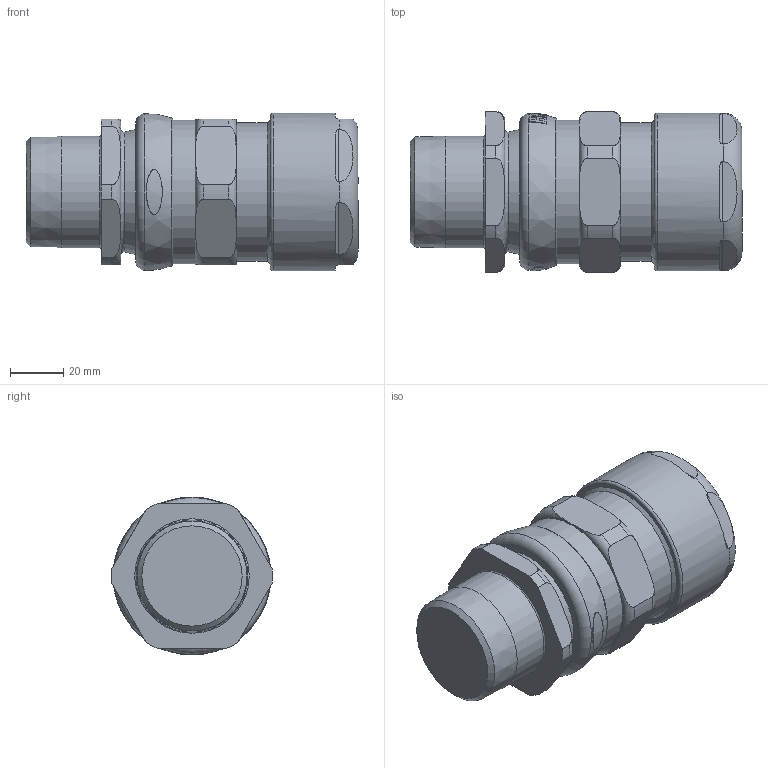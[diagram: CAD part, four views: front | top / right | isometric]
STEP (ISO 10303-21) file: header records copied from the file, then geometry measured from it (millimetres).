
FILE_DESCRIPTION(/* description */ (''),/* implementation_level */ '2;1');
FILE_NAME(/* name */ '711_X C2_1_1_4_NPT.stp',/* time_stamp */ '2021-02-15T18:18:10+06:00',/* author */ ('vinaykumark'),/* organization */ (''),/* preprocessor_version */ 'ST-DEVELOPER v18',/* originating_system */ 'Autodesk Inventor 2020',/* authorisation */ '');
FILE_SCHEMA (('AUTOMOTIVE_DESIGN { 1 0 10303 214 3 1 1 }'));
Length unit declared in the file: inch
Products named in the file (1): 711_X C2_1_1_4_NPT
Bounding box: 125.09 x 60.59 x 59.5 mm (x, y, z)
Volume: 427297.9 mm3; surface area: 87937.9 mm2
Topology: 11 solids, 11 shells, 998 faces, 2725 edges, 1753 vertices
Faces by surface type: plane 406, bspline 179, cone 145, torus 144, cylinder 124
Full cylindrical faces by diameter (mm): 32.3 x1, 32.5 x1, 36 x1, 37.5 x1, 39.9 x1, 41.85 x1, 42 x1, 42.16 x1, 45.7 x1, 45.8 x1, 46.722 x1, 46.8 x1, 47.6 x2, 47.722 x1, 50.8 x1, 52.2 x2, 53 x1, 53.95 x1, 54.644 x1, 59.5 x1
Entity records: 38059 total; most frequent: CARTESIAN_POINT 13762, ORIENTED_EDGE 5450, DIRECTION 4198, EDGE_CURVE 2725, VERTEX_POINT 1753, AXIS2_PLACEMENT_3D 1684, EDGE_LOOP 1042, STYLED_ITEM 1009
